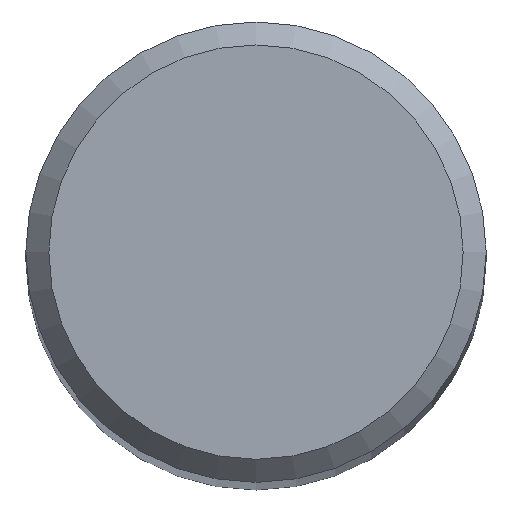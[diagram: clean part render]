
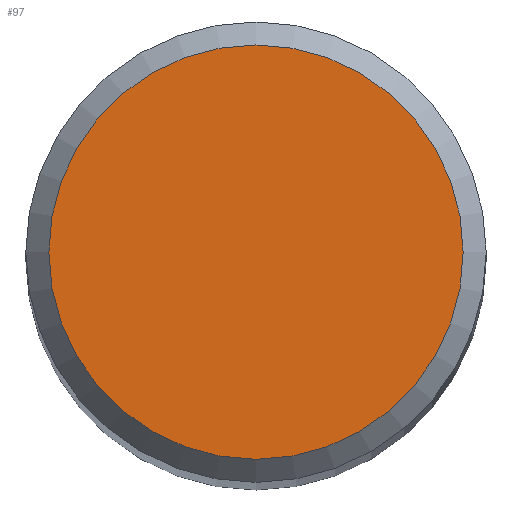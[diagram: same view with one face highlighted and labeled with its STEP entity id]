
A CAD part, top view. The second image highlights one B-rep face of the part: STEP entity #97.
In plain terms, the highlighted free-form (B-spline) face has degree [1, 1] with [2, 2] control points.
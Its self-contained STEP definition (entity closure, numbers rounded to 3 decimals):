
#57 = VERTEX_POINT('', #58);
#58 = CARTESIAN_POINT('', (-2.858, 0., 0.));
#64 = EDGE_CURVE('', #57, #57, #65, .T.);
#65 = CIRCLE('', #66, 2.858);
#66 = AXIS2_PLACEMENT_3D('', #67, #68, #69);
#67 = CARTESIAN_POINT('', (0., 0., 0.));
#68 = DIRECTION('', (0., 0., -1.));
#69 = DIRECTION('', (-1., 0., 0.));
#97 = ADVANCED_FACE('', (#98), #101, .T.);
#98 = FACE_OUTER_BOUND('', #99, .T.);
#99 = EDGE_LOOP('', (#100));
#100 = ORIENTED_EDGE('', *, *, #64, .F.);
#101 = B_SPLINE_SURFACE_WITH_KNOTS('', 1, 1, ((#102, #103), (#104, #105)), .UNSPECIFIED., .F., .F., .U., (2, 2), (2, 2), (1.588, 7.303), (1.588, 7.303), .UNSPECIFIED.);
#102 = CARTESIAN_POINT('', (2.858, -2.858, 0.));
#103 = CARTESIAN_POINT('', (-2.858, -2.858, 0.));
#104 = CARTESIAN_POINT('', (2.858, 2.858, 0.));
#105 = CARTESIAN_POINT('', (-2.858, 2.858, 0.));
